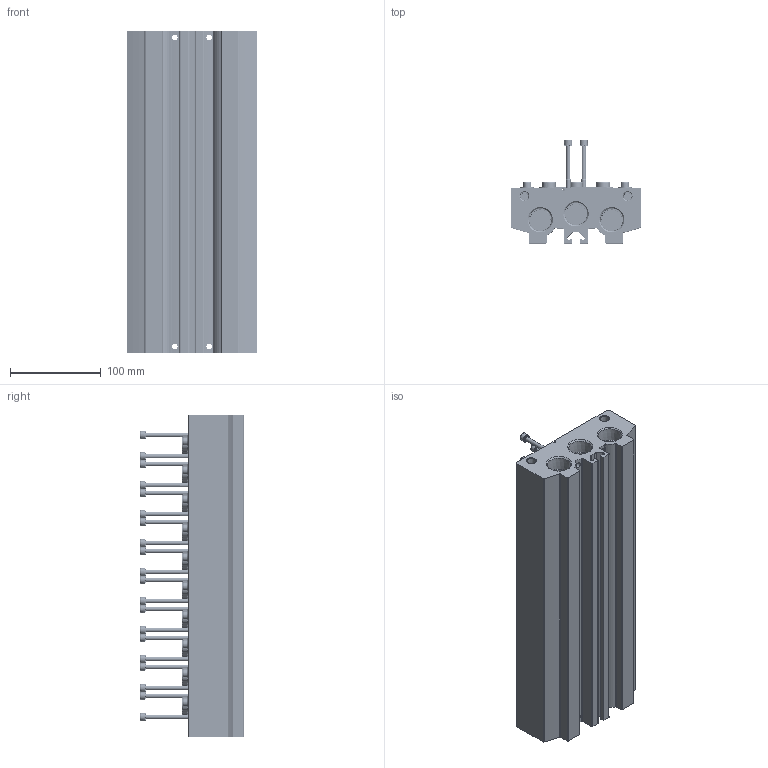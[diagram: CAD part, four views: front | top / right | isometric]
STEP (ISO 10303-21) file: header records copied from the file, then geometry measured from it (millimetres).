
FILE_DESCRIPTION(/* description */ ('STEP AP214'),/* implementation_level */ '2;1');
FILE_NAME(/* name */ '8026376_VABM-B10-30E-N34-10',/* time_stamp */ '2024-09-15T22:46:15+02:00',/* author */ ('License CC BY-ND 4.0'),/* organization */ ('CADENAS'),/* preprocessor_version */ 'ST-DEVELOPER v19.3',/* originating_system */ 'PARTsolutions',/* authorisation */ ' ');
FILE_SCHEMA (('AUTOMOTIVE_DESIGN {1 0 10303 214 3 1 1}'));
Length unit declared in the file: millimetre
Products named in the file (7): 8026376 VABM-B10-30E-N34-10; 8026376 VABM-B10-30E-N34-10---(M); 1658619 VUVS-G3-3---(S); 2191444 F-M5x60-10.9; 1354302 VUVS-G18---(S); 31786 B-3/4-NPT---(Plug); 173985 B-1/8-NPT---(Plug)
Assembly tree (56 placements, depth 2):
  8026376 VABM-B10-30E-N34-10
    8026376 VABM-B10-30E-N34-10---(M)
    1658619 VUVS-G3-3---(S)  x10
    2191444 F-M5x60-10.9  x20
    1354302 VUVS-G18---(S)  x20
    31786 B-3/4-NPT---(Plug)  x3
    173985 B-1/8-NPT---(Plug)  x2
Bounding box: 144 x 113.9 x 356 mm (x, y, z)
Volume: 2193962.5 mm3; surface area: 404950.2 mm2
Topology: 56 solids, 56 shells, 2152 faces, 5022 edges, 3175 vertices
Faces by surface type: plane 968, cylinder 623, cone 441, torus 120
Full cylindrical faces by diameter (mm): 3.5 x1, 4.134 x23, 4.366 x2, 4.75 x20, 5 x20, 5.5 x20, 6 x20, 6.3 x4, 8.2 x2, 8.5 x20, 8.9 x20, 9 x30, 10.8 x20, 12 x30, 14.288 x3, 15 x20, 15.1 x30, 18.1 x30, 22.8 x3
Entity records: 15603 total; most frequent: CARTESIAN_POINT 3239, DIRECTION 2572, ORIENTED_EDGE 2088, EDGE_CURVE 1044, AXIS2_PLACEMENT_3D 1027, FACE_BOUND 920, EDGE_LOOP 894, VERTEX_POINT 806
